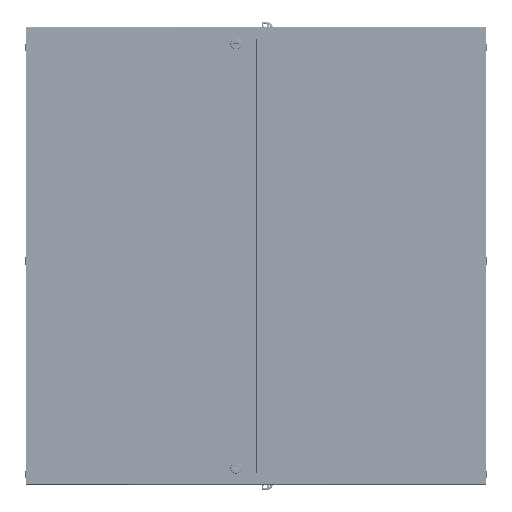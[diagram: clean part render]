
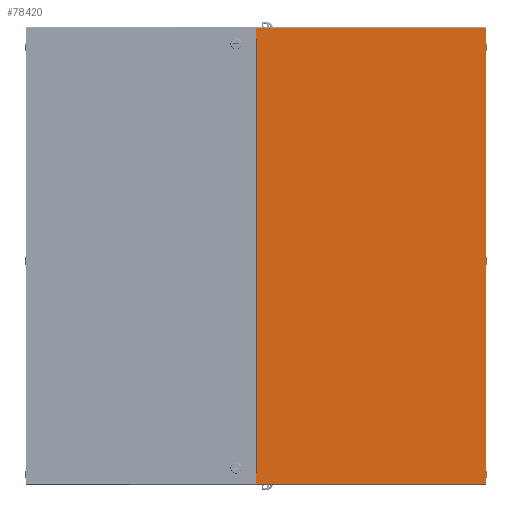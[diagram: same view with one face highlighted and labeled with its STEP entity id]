
A CAD part, top view. The second image highlights one B-rep face of the part: STEP entity #78420.
In plain terms, the highlighted planar face has unit normal (0, 0, 1).
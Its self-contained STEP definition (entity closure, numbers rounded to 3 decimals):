
#6420=PLANE('',#84959);
#10699=FACE_OUTER_BOUND('',#15443,.T.);
#15443=EDGE_LOOP('',(#69342,#69343,#69344,#69345,#69346,#69347,#69348,#69349,
#69350,#69351,#69352,#69353));
#20680=LINE('',#149497,#26647);
#20794=LINE('',#149863,#26761);
#20801=LINE('',#149990,#26768);
#20804=LINE('',#150033,#26771);
#20809=LINE('',#150047,#26776);
#20812=LINE('',#150054,#26779);
#20816=LINE('',#150061,#26783);
#20818=LINE('',#150065,#26785);
#20821=LINE('',#150071,#26788);
#20825=LINE('',#150079,#26792);
#20826=LINE('',#150083,#26793);
#20829=LINE('',#150087,#26796);
#26647=VECTOR('',#100987,0.394);
#26761=VECTOR('',#101257,0.394);
#26768=VECTOR('',#101274,0.394);
#26771=VECTOR('',#101281,0.394);
#26776=VECTOR('',#101298,0.394);
#26779=VECTOR('',#101303,0.394);
#26783=VECTOR('',#101309,0.394);
#26785=VECTOR('',#101313,0.394);
#26788=VECTOR('',#101318,0.394);
#26792=VECTOR('',#101326,0.394);
#26793=VECTOR('',#101331,0.394);
#26796=VECTOR('',#101336,0.394);
#36824=VERTEX_POINT('',#149494);
#36825=VERTEX_POINT('',#149496);
#36924=VERTEX_POINT('',#149838);
#36925=VERTEX_POINT('',#149855);
#36930=VERTEX_POINT('',#149988);
#36932=VERTEX_POINT('',#150032);
#36935=VERTEX_POINT('',#150046);
#36937=VERTEX_POINT('',#150052);
#36938=VERTEX_POINT('',#150053);
#36941=VERTEX_POINT('',#150064);
#36943=VERTEX_POINT('',#150070);
#36946=VERTEX_POINT('',#150081);
#47749=EDGE_CURVE('',#36825,#36824,#20680,.T.);
#47898=EDGE_CURVE('',#36924,#36925,#20794,.T.);
#47912=EDGE_CURVE('',#36925,#36930,#20801,.T.);
#47916=EDGE_CURVE('',#36932,#36825,#20804,.T.);
#47923=EDGE_CURVE('',#36935,#36932,#20809,.T.);
#47926=EDGE_CURVE('',#36937,#36938,#20812,.T.);
#47930=EDGE_CURVE('',#36938,#36935,#20816,.T.);
#47932=EDGE_CURVE('',#36824,#36941,#20818,.T.);
#47935=EDGE_CURVE('',#36941,#36943,#20821,.T.);
#47940=EDGE_CURVE('',#36937,#36930,#20825,.T.);
#47942=EDGE_CURVE('',#36946,#36943,#20826,.T.);
#47945=EDGE_CURVE('',#36946,#36924,#20829,.T.);
#69342=ORIENTED_EDGE('',*,*,#47923,.T.);
#69343=ORIENTED_EDGE('',*,*,#47916,.T.);
#69344=ORIENTED_EDGE('',*,*,#47749,.T.);
#69345=ORIENTED_EDGE('',*,*,#47932,.T.);
#69346=ORIENTED_EDGE('',*,*,#47935,.T.);
#69347=ORIENTED_EDGE('',*,*,#47942,.F.);
#69348=ORIENTED_EDGE('',*,*,#47945,.T.);
#69349=ORIENTED_EDGE('',*,*,#47898,.T.);
#69350=ORIENTED_EDGE('',*,*,#47912,.T.);
#69351=ORIENTED_EDGE('',*,*,#47940,.F.);
#69352=ORIENTED_EDGE('',*,*,#47926,.T.);
#69353=ORIENTED_EDGE('',*,*,#47930,.T.);
#78420=ADVANCED_FACE('',(#10699),#6420,.T.);
#84959=AXIS2_PLACEMENT_3D('',#150086,#101334,#101335);
#100987=DIRECTION('',(1.,0.,0.));
#101257=DIRECTION('',(0.,1.,0.));
#101274=DIRECTION('',(-1.,0.,0.));
#101281=DIRECTION('',(0.,-1.,0.));
#101298=DIRECTION('',(-1.,0.,0.));
#101303=DIRECTION('',(1.,0.,0.));
#101309=DIRECTION('',(0.,-1.,0.));
#101313=DIRECTION('',(0.,-1.,0.));
#101318=DIRECTION('',(-1.,0.,0.));
#101326=DIRECTION('',(0.,1.,0.));
#101331=DIRECTION('',(0.,1.,0.));
#101334=DIRECTION('center_axis',(0.,0.,1.));
#101335=DIRECTION('ref_axis',(1.,0.,0.));
#101336=DIRECTION('',(1.,0.,0.));
#149494=CARTESIAN_POINT('',(-12.076,-22.969,0.068));
#149496=CARTESIAN_POINT('',(-12.076,-22.969,0.068));
#149497=CARTESIAN_POINT('',(-6.088,-22.969,0.068));
#149838=CARTESIAN_POINT('',(12.076,-24.089,0.068));
#149855=CARTESIAN_POINT('',(12.076,24.089,0.068));
#149863=CARTESIAN_POINT('',(12.076,12.094,0.068));
#149988=CARTESIAN_POINT('',(-12.175,24.089,0.068));
#149990=CARTESIAN_POINT('',(-6.087,24.089,0.068));
#150032=CARTESIAN_POINT('',(-12.076,22.969,0.068));
#150033=CARTESIAN_POINT('',(-12.076,-11.484,0.068));
#150046=CARTESIAN_POINT('',(-12.076,22.969,0.068));
#150047=CARTESIAN_POINT('',(-6.038,22.969,0.068));
#150052=CARTESIAN_POINT('',(-12.175,22.969,0.068));
#150053=CARTESIAN_POINT('',(-12.076,22.969,0.068));
#150054=CARTESIAN_POINT('',(-6.088,22.969,0.068));
#150061=CARTESIAN_POINT('',(-12.076,11.484,0.068));
#150064=CARTESIAN_POINT('',(-12.076,-22.969,0.068));
#150065=CARTESIAN_POINT('',(-12.076,-11.484,0.068));
#150070=CARTESIAN_POINT('',(-12.175,-22.969,0.068));
#150071=CARTESIAN_POINT('',(-6.038,-22.969,0.068));
#150079=CARTESIAN_POINT('',(-12.175,-24.188,0.068));
#150081=CARTESIAN_POINT('',(-12.175,-24.089,0.068));
#150083=CARTESIAN_POINT('',(-12.175,-24.188,0.068));
#150086=CARTESIAN_POINT('Origin',(0.,0.,
0.068));
#150087=CARTESIAN_POINT('',(6.038,-24.089,0.068));
